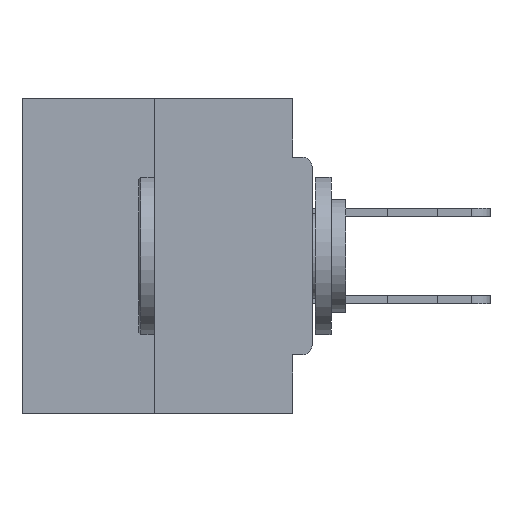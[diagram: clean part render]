
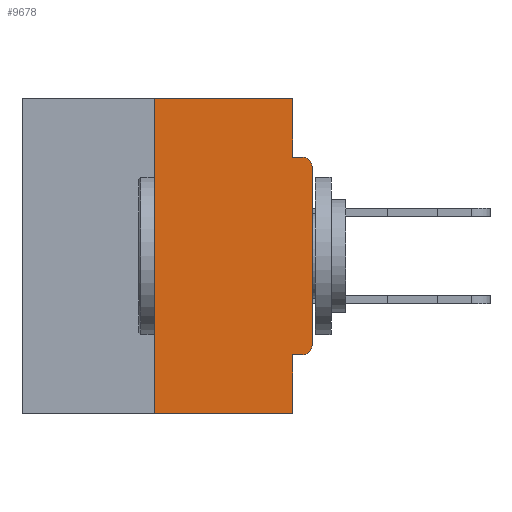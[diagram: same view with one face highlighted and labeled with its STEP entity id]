
A CAD part, left-side view. The second image highlights one B-rep face of the part: STEP entity #9678.
In plain terms, the highlighted planar face has unit normal (-1, 0, 0).
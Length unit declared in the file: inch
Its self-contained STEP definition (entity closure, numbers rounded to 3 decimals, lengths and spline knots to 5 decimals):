
#346 = VECTOR ( 'NONE', #16389, 39.37008 ) ;
#424 = EDGE_CURVE ( 'NONE', #549, #11581, #1229, .T. ) ;
#549 = VERTEX_POINT ( 'NONE', #2963 ) ;
#1229 = CIRCLE ( 'NONE', #33246, 0.015 ) ;
#1264 = ORIENTED_EDGE ( 'NONE', *, *, #20661, .F. ) ;
#1873 = CARTESIAN_POINT ( 'NONE',  ( 0., 0.015, -0.1085 ) ) ;
#2046 = VERTEX_POINT ( 'NONE', #15244 ) ;
#2099 = CARTESIAN_POINT ( 'NONE',  ( 0., 0.015, -0.3915 ) ) ;
#2366 = EDGE_CURVE ( 'NONE', #12987, #9232, #5020, .T. ) ;
#2624 = CARTESIAN_POINT ( 'NONE',  ( 0., 0., -0.4065 ) ) ;
#2960 = CARTESIAN_POINT ( 'NONE',  ( 0., 0.46, 0. ) ) ;
#2963 = CARTESIAN_POINT ( 'NONE',  ( 0., 0.015, -0.4065 ) ) ;
#3829 = CARTESIAN_POINT ( 'NONE',  ( 0., 0.25, -0.5 ) ) ;
#4245 = LINE ( 'NONE', #7970, #7499 ) ;
#4497 = DIRECTION ( 'NONE',  ( 0., 0., -1. ) ) ;
#5020 = LINE ( 'NONE', #5776, #24350 ) ;
#5181 = EDGE_CURVE ( 'NONE', #6716, #32196, #24981, .T. ) ;
#5248 = VECTOR ( 'NONE', #31731, 39.37008 ) ;
#5776 = CARTESIAN_POINT ( 'NONE',  ( 0., 0., -0.0935 ) ) ;
#5910 = VERTEX_POINT ( 'NONE', #7373 ) ;
#6044 = ORIENTED_EDGE ( 'NONE', *, *, #30605, .T. ) ;
#6716 = VERTEX_POINT ( 'NONE', #13403 ) ;
#7027 = VECTOR ( 'NONE', #30142, 39.37008 ) ;
#7373 = CARTESIAN_POINT ( 'NONE',  ( 0., 0., -0.1085 ) ) ;
#7499 = VECTOR ( 'NONE', #10157, 39.37008 ) ;
#7873 = CARTESIAN_POINT ( 'NONE',  ( 0., 0., -0.3915 ) ) ;
#7970 = CARTESIAN_POINT ( 'NONE',  ( 0., 0.46, -0.5 ) ) ;
#8135 = EDGE_LOOP ( 'NONE', ( #1264, #8202, #21541, #16664, #22270, #13226, #6044, #31869, #23838, #27327 ) ) ;
#8202 = ORIENTED_EDGE ( 'NONE', *, *, #24542, .F. ) ;
#8452 = EDGE_CURVE ( 'NONE', #19267, #32196, #4245, .T. ) ;
#9232 = VERTEX_POINT ( 'NONE', #14331 ) ;
#9378 = CARTESIAN_POINT ( 'NONE',  ( 0., 0.46, 0. ) ) ;
#9678 = ADVANCED_FACE ( 'NONE', ( #26654 ), #16308, .F. ) ;
#10125 = AXIS2_PLACEMENT_3D ( 'NONE', #2960, #26747, #23743 ) ;
#10157 = DIRECTION ( 'NONE',  ( 0., -1., 0. ) ) ;
#11079 = VECTOR ( 'NONE', #20605, 39.37008 ) ;
#11581 = VERTEX_POINT ( 'NONE', #7873 ) ;
#11715 = AXIS2_PLACEMENT_3D ( 'NONE', #1873, #33278, #4497 ) ;
#12987 = VERTEX_POINT ( 'NONE', #27411 ) ;
#13226 = ORIENTED_EDGE ( 'NONE', *, *, #424, .T. ) ;
#13403 = CARTESIAN_POINT ( 'NONE',  ( 0., 0.031, -0.4065 ) ) ;
#13530 = EDGE_CURVE ( 'NONE', #2046, #12987, #23491, .T. ) ;
#14331 = CARTESIAN_POINT ( 'NONE',  ( 0., 0.015, -0.0935 ) ) ;
#14727 = VECTOR ( 'NONE', #25007, 39.37008 ) ;
#15244 = CARTESIAN_POINT ( 'NONE',  ( 0., 0.031, 0. ) ) ;
#16029 = LINE ( 'NONE', #19312, #346 ) ;
#16308 = PLANE ( 'NONE',  #10125 ) ;
#16389 = DIRECTION ( 'NONE',  ( 0., 0., 1. ) ) ;
#16664 = ORIENTED_EDGE ( 'NONE', *, *, #5181, .F. ) ;
#17614 = DIRECTION ( 'NONE',  ( -1., 0., 0. ) ) ;
#19056 = CARTESIAN_POINT ( 'NONE',  ( 0., 0.25, 0. ) ) ;
#19267 = VERTEX_POINT ( 'NONE', #3829 ) ;
#19290 = LINE ( 'NONE', #31107, #20117 ) ;
#19312 = CARTESIAN_POINT ( 'NONE',  ( 0., 0., 0. ) ) ;
#20117 = VECTOR ( 'NONE', #25899, 39.37008 ) ;
#20605 = DIRECTION ( 'NONE',  ( 0., -1., 0. ) ) ;
#20661 = EDGE_CURVE ( 'NONE', #31776, #2046, #30856, .T. ) ;
#21541 = ORIENTED_EDGE ( 'NONE', *, *, #8452, .T. ) ;
#22270 = ORIENTED_EDGE ( 'NONE', *, *, #32312, .F. ) ;
#22622 = EDGE_CURVE ( 'NONE', #5910, #9232, #29706, .T. ) ;
#23491 = LINE ( 'NONE', #24825, #7027 ) ;
#23743 = DIRECTION ( 'NONE',  ( 0., 0., -1. ) ) ;
#23838 = ORIENTED_EDGE ( 'NONE', *, *, #2366, .F. ) ;
#24350 = VECTOR ( 'NONE', #31929, 39.37008 ) ;
#24542 = EDGE_CURVE ( 'NONE', #19267, #31776, #19290, .T. ) ;
#24758 = CARTESIAN_POINT ( 'NONE',  ( 0., 0.031, -0.5 ) ) ;
#24825 = CARTESIAN_POINT ( 'NONE',  ( 0., 0.031, 0. ) ) ;
#24981 = LINE ( 'NONE', #27902, #14727 ) ;
#25007 = DIRECTION ( 'NONE',  ( 0., 0., -1. ) ) ;
#25899 = DIRECTION ( 'NONE',  ( 0., 0., 1. ) ) ;
#26654 = FACE_OUTER_BOUND ( 'NONE', #8135, .T. ) ;
#26747 = DIRECTION ( 'NONE',  ( 1., 0., 0. ) ) ;
#27327 = ORIENTED_EDGE ( 'NONE', *, *, #13530, .F. ) ;
#27411 = CARTESIAN_POINT ( 'NONE',  ( 0., 0.031, -0.0935 ) ) ;
#27507 = DIRECTION ( 'NONE',  ( 0., 0., -1. ) ) ;
#27902 = CARTESIAN_POINT ( 'NONE',  ( 0., 0.031, -0.5 ) ) ;
#29706 = CIRCLE ( 'NONE', #11715, 0.015 ) ;
#30142 = DIRECTION ( 'NONE',  ( 0., 0., -1. ) ) ;
#30605 = EDGE_CURVE ( 'NONE', #11581, #5910, #16029, .T. ) ;
#30856 = LINE ( 'NONE', #9378, #11079 ) ;
#31107 = CARTESIAN_POINT ( 'NONE',  ( 0., 0.25, 0. ) ) ;
#31731 = DIRECTION ( 'NONE',  ( 0., 1., 0. ) ) ;
#31776 = VERTEX_POINT ( 'NONE', #19056 ) ;
#31869 = ORIENTED_EDGE ( 'NONE', *, *, #22622, .T. ) ;
#31929 = DIRECTION ( 'NONE',  ( 0., -1., 0. ) ) ;
#32196 = VERTEX_POINT ( 'NONE', #24758 ) ;
#32312 = EDGE_CURVE ( 'NONE', #549, #6716, #34046, .T. ) ;
#33246 = AXIS2_PLACEMENT_3D ( 'NONE', #2099, #17614, #27507 ) ;
#33278 = DIRECTION ( 'NONE',  ( -1., 0., 0. ) ) ;
#34046 = LINE ( 'NONE', #2624, #5248 ) ;
